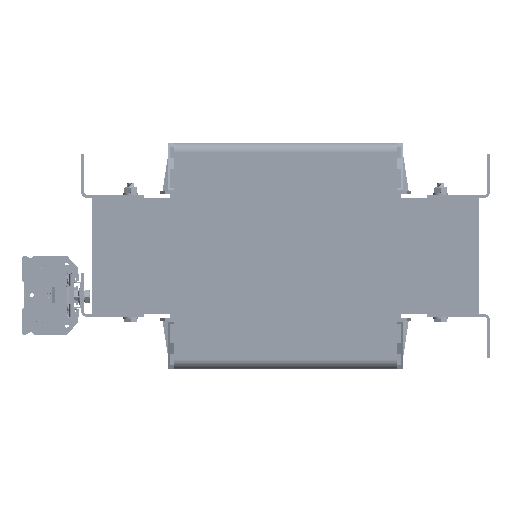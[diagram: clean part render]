
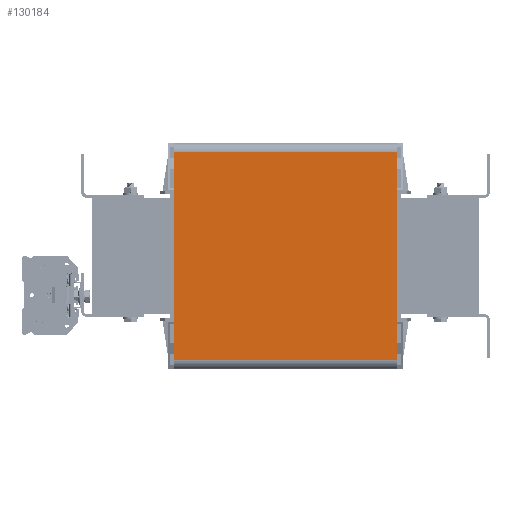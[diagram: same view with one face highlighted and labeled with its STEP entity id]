
A CAD part, left-side view. The second image highlights one B-rep face of the part: STEP entity #130184.
In plain terms, the highlighted planar face has unit normal (-1, 0, 0).
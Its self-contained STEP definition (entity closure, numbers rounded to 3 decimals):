
#4347=LINE('',#208679,#16919);
#4353=LINE('',#208698,#16925);
#4354=LINE('',#208701,#16926);
#4355=LINE('',#208702,#16927);
#16919=VECTOR('',#155324,10.);
#16925=VECTOR('',#155344,10.);
#16926=VECTOR('',#155347,10.);
#16927=VECTOR('',#155348,10.);
#27950=PLANE('',#138472);
#33410=FACE_OUTER_BOUND('',#41536,.T.);
#41536=EDGE_LOOP('',(#89622,#89623,#89624,#89625));
#56312=VERTEX_POINT('',#208676);
#56313=VERTEX_POINT('',#208678);
#56319=VERTEX_POINT('',#208696);
#56320=VERTEX_POINT('',#208700);
#68573=EDGE_CURVE('',#56312,#56313,#4347,.T.);
#68583=EDGE_CURVE('',#56319,#56312,#4353,.T.);
#68584=EDGE_CURVE('',#56320,#56319,#4354,.T.);
#68585=EDGE_CURVE('',#56320,#56313,#4355,.T.);
#89622=ORIENTED_EDGE('',*,*,#68583,.F.);
#89623=ORIENTED_EDGE('',*,*,#68584,.F.);
#89624=ORIENTED_EDGE('',*,*,#68585,.T.);
#89625=ORIENTED_EDGE('',*,*,#68573,.F.);
#130184=ADVANCED_FACE('',(#33410),#27950,.T.);
#138472=AXIS2_PLACEMENT_3D('',#208699,#155345,#155346);
#155324=DIRECTION('',(0.,0.,-1.));
#155344=DIRECTION('',(0.,-1.,0.));
#155345=DIRECTION('center_axis',(-1.,0.,0.));
#155346=DIRECTION('ref_axis',(0.,0.,
1.));
#155347=DIRECTION('',(0.,0.,1.));
#155348=DIRECTION('',(0.,-1.,0.));
#208676=CARTESIAN_POINT('',(-240.,-115.,107.));
#208678=CARTESIAN_POINT('',(-240.,-115.,-107.));
#208679=CARTESIAN_POINT('',(-240.,-115.,107.));
#208696=CARTESIAN_POINT('',(-240.,115.,107.));
#208698=CARTESIAN_POINT('',(-240.,0.,107.));
#208699=CARTESIAN_POINT('Origin',(-240.,0.,-107.));
#208700=CARTESIAN_POINT('',(-240.,115.,-107.));
#208701=CARTESIAN_POINT('',(-240.,115.,107.));
#208702=CARTESIAN_POINT('',(-240.,0.,-107.));
